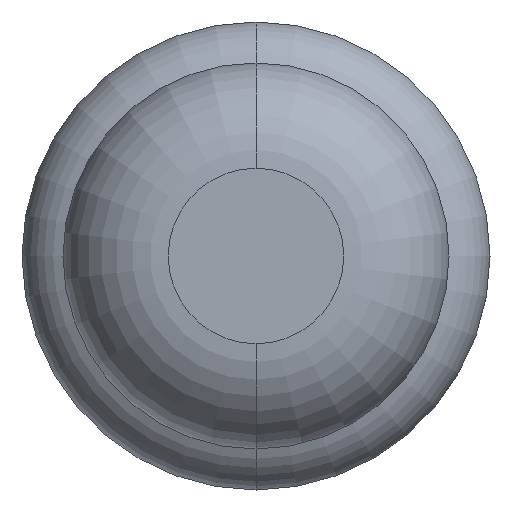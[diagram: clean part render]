
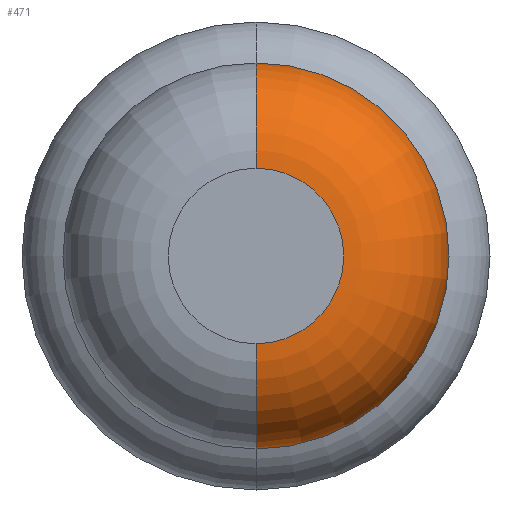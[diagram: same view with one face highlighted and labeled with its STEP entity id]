
A CAD part, front view. The second image highlights one B-rep face of the part: STEP entity #471.
In plain terms, the highlighted toroidal (fillet/blend) face has major radius 0.375 mm and minor radius 0.45 mm.
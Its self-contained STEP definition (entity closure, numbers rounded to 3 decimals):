
#26 = CIRCLE ( 'NONE', #174, 0.375 ) ;
#63 = CARTESIAN_POINT ( 'NONE',  ( 0., -24., 0. ) ) ;
#144 = CARTESIAN_POINT ( 'NONE',  ( 0., -23.55, -0.375 ) ) ;
#174 = AXIS2_PLACEMENT_3D ( 'NONE', #63, #3321, #1404 ) ;
#189 = VERTEX_POINT ( 'NONE', #2453 ) ;
#262 = VERTEX_POINT ( 'NONE', #1541 ) ;
#421 = DIRECTION ( 'NONE',  ( 0., 0., 1. ) ) ;
#422 = AXIS2_PLACEMENT_3D ( 'NONE', #2011, #1362, #421 ) ;
#471 = ADVANCED_FACE ( 'Defeature ausgef�hrt1_2', ( #3683 ), #2894, .T. ) ;
#530 = ORIENTED_EDGE ( 'NONE', *, *, #1698, .T. ) ;
#808 = CARTESIAN_POINT ( 'NONE',  ( 0., -23.55, -0.825 ) ) ;
#934 = VERTEX_POINT ( 'NONE', #808 ) ;
#957 = VERTEX_POINT ( 'NONE', #4072 ) ;
#1362 = DIRECTION ( 'NONE',  ( 0., 1., 0. ) ) ;
#1404 = DIRECTION ( 'NONE',  ( 0., 0., 1. ) ) ;
#1450 = DIRECTION ( 'NONE',  ( 1., 0., 0. ) ) ;
#1507 = CIRCLE ( 'NONE', #3455, 0.45 ) ;
#1517 = AXIS2_PLACEMENT_3D ( 'NONE', #144, #1450, #1757 ) ;
#1541 = CARTESIAN_POINT ( 'NONE',  ( 0., -23.55, 0.825 ) ) ;
#1698 = EDGE_CURVE ( 'Defeature ausgef�hrt1_2+Defeature ausgef�hrt1_1+Defeature ausgef�hrt1_1+Defeature ausgef�hrt1_1', #189, #957, #26, .T. ) ;
#1757 = DIRECTION ( 'NONE',  ( 0., 0., -1. ) ) ;
#1848 = CARTESIAN_POINT ( 'NONE',  ( 0., -23.55, 0.375 ) ) ;
#1886 = DIRECTION ( 'NONE',  ( 0., 0., 1. ) ) ;
#2011 = CARTESIAN_POINT ( 'NONE',  ( 0., -23.55, 0. ) ) ;
#2176 = DIRECTION ( 'NONE',  ( 0., 0., 1. ) ) ;
#2453 = CARTESIAN_POINT ( 'NONE',  ( 0., -24., 0.375 ) ) ;
#2562 = CIRCLE ( 'NONE', #1517, 0.45 ) ;
#2710 = EDGE_CURVE ( 'NONE', #189, #262, #1507, .T. ) ;
#2894 = TOROIDAL_SURFACE ( 'NONE', #422, 0.375, 0.45 ) ;
#2945 = EDGE_LOOP ( 'NONE', ( #530, #3949, #4207, #3765 ) ) ;
#2982 = AXIS2_PLACEMENT_3D ( 'NONE', #3471, #4111, #1886 ) ;
#3321 = DIRECTION ( 'NONE',  ( 0., 1., 0. ) ) ;
#3363 = EDGE_CURVE ( 'NONE', #957, #934, #2562, .T. ) ;
#3455 = AXIS2_PLACEMENT_3D ( 'NONE', #1848, #4129, #2176 ) ;
#3471 = CARTESIAN_POINT ( 'NONE',  ( 0., -23.55, 0. ) ) ;
#3683 = FACE_OUTER_BOUND ( 'NONE', #2945, .T. ) ;
#3765 = ORIENTED_EDGE ( 'NONE', *, *, #2710, .F. ) ;
#3875 = EDGE_CURVE ( 'Defeature ausgef�hrt1_3+Defeature ausgef�hrt1_2+Defeature ausgef�hrt1_2+Defeature ausgef�hrt1_2', #262, #934, #4000, .T. ) ;
#3949 = ORIENTED_EDGE ( 'NONE', *, *, #3363, .T. ) ;
#4000 = CIRCLE ( 'NONE', #2982, 0.825 ) ;
#4072 = CARTESIAN_POINT ( 'NONE',  ( 0., -24., -0.375 ) ) ;
#4111 = DIRECTION ( 'NONE',  ( 0., 1., 0. ) ) ;
#4129 = DIRECTION ( 'NONE',  ( -1., 0., 0. ) ) ;
#4207 = ORIENTED_EDGE ( 'NONE', *, *, #3875, .F. ) ;
